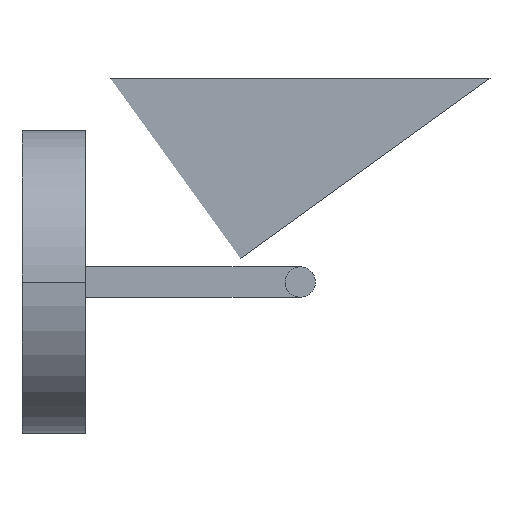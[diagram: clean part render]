
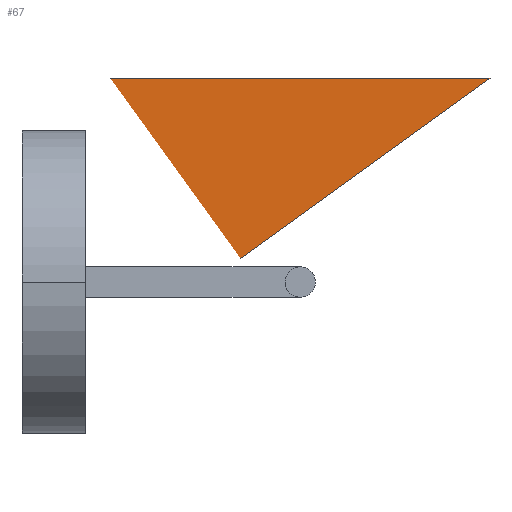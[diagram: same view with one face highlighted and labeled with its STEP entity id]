
A CAD part, left-side view. The second image highlights one B-rep face of the part: STEP entity #67.
In plain terms, the highlighted free-form (B-spline) face has degree [2, 2] with [5, 5] control points.
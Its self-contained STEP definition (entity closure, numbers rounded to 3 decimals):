
#32=FACE_BOUND('',#100,.T.);
#34=(
BOUNDED_CURVE()
B_SPLINE_CURVE(2,(#476,#477,#478,#479,#480),.UNSPECIFIED.,.F.,.F.)
B_SPLINE_CURVE_WITH_KNOTS((3,2,3),(-196.35,0.,196.35),
 .UNSPECIFIED.)
CURVE()
GEOMETRIC_REPRESENTATION_ITEM()
RATIONAL_B_SPLINE_CURVE((1.,0.707,1.,0.707,1.))
REPRESENTATION_ITEM('')
);
#35=(
BOUNDED_CURVE()
B_SPLINE_CURVE(2,(#518,#519,#520,#521,#522),.UNSPECIFIED.,.F.,.F.)
B_SPLINE_CURVE_WITH_KNOTS((3,2,3),(-196.35,0.,196.35),
 .UNSPECIFIED.)
CURVE()
GEOMETRIC_REPRESENTATION_ITEM()
RATIONAL_B_SPLINE_CURVE((1.,0.707,1.,0.707,1.))
REPRESENTATION_ITEM('')
);
#67=ADVANCED_FACE('',(#83,#32),#214,.T.);
#83=FACE_OUTER_BOUND('',#99,.T.);
#99=EDGE_LOOP('',(#117,#118));
#100=EDGE_LOOP('',(#119));
#117=ORIENTED_EDGE('',*,*,#163,.T.);
#118=ORIENTED_EDGE('',*,*,#161,.F.);
#119=ORIENTED_EDGE('',*,*,#162,.T.);
#161=EDGE_CURVE('',#194,#195,#34,.T.);
#162=EDGE_CURVE('',#196,#196,#187,.T.);
#163=EDGE_CURVE('',#194,#195,#35,.T.);
#187=B_SPLINE_CURVE_WITH_KNOTS('',3,(#481,#482,#483,#484,#485,#486,#487,
#488,#489,#490,#491,#492,#493,#494,#495,#496,#497,#498,#499,#500,#501,#502,
#503,#504,#505,#506,#507,#508,#509,#510,#511,#512,#513,#514,#515,#516,#517),
 .UNSPECIFIED.,.T.,.F.,(4,2,2,2,3,2,2,2,3,2,2,2,3,2,2,2,4),(0.,15.489,
30.979,46.468,61.957,77.447,92.936,
108.425,123.915,139.404,154.893,170.383,
185.872,201.361,216.851,232.34,247.829),
 .UNSPECIFIED.);
#194=VERTEX_POINT('',#473);
#195=VERTEX_POINT('',#474);
#196=VERTEX_POINT('',#475);
#214=(
BOUNDED_SURFACE()
B_SPLINE_SURFACE(2,2,((#423,#424,#425,#426,#427),(#428,#429,#430,#431,#432),
(#433,#434,#435,#436,#437),(#438,#439,#440,#441,#442),(#443,#444,#445,#446,
#447)),.UNSPECIFIED.,.F.,.F.,.F.)
B_SPLINE_SURFACE_WITH_KNOTS((3,2,3),(3,2,3),(0.,196.35,392.699),
(-196.35,0.,196.35),.UNSPECIFIED.)
GEOMETRIC_REPRESENTATION_ITEM()
RATIONAL_B_SPLINE_SURFACE(((1.,0.707,1.,0.707,1.),
(0.707,0.5,0.707,0.5,0.707),(1.,0.707,
1.,0.707,1.),(0.707,0.5,0.707,0.5,0.707),
(1.,0.707,1.,0.707,1.)))
REPRESENTATION_ITEM('')
SURFACE()
);
#423=CARTESIAN_POINT('',(-85.,150.024,313.188));
#424=CARTESIAN_POINT('',(-160.012,150.024,313.188));
#425=CARTESIAN_POINT('',(-160.012,75.012,313.188));
#426=CARTESIAN_POINT('',(-160.012,0.,313.188));
#427=CARTESIAN_POINT('',(-85.,0.,313.188));
#428=CARTESIAN_POINT('',(-85.,150.024,313.188));
#429=CARTESIAN_POINT('',(-160.012,150.024,238.176));
#430=CARTESIAN_POINT('',(-160.012,75.012,238.176));
#431=CARTESIAN_POINT('',(-160.012,0.,238.176));
#432=CARTESIAN_POINT('',(-85.,0.,313.188));
#433=CARTESIAN_POINT('',(-85.,150.024,313.188));
#434=CARTESIAN_POINT('',(-85.,150.024,238.176));
#435=CARTESIAN_POINT('',(-85.,75.012,238.176));
#436=CARTESIAN_POINT('',(-85.,0.,238.176));
#437=CARTESIAN_POINT('',(-85.,0.,313.188));
#438=CARTESIAN_POINT('',(-85.,150.024,313.188));
#439=CARTESIAN_POINT('',(-9.988,150.024,238.176));
#440=CARTESIAN_POINT('',(-9.988,75.012,238.176));
#441=CARTESIAN_POINT('',(-9.988,0.,238.176));
#442=CARTESIAN_POINT('',(-85.,0.,313.188));
#443=CARTESIAN_POINT('',(-85.,150.024,313.188));
#444=CARTESIAN_POINT('',(-9.988,150.024,313.188));
#445=CARTESIAN_POINT('',(-9.988,75.012,313.188));
#446=CARTESIAN_POINT('',(-9.988,0.,313.188));
#447=CARTESIAN_POINT('',(-85.,0.,313.188));
#473=CARTESIAN_POINT('',(-85.,150.024,313.188));
#474=CARTESIAN_POINT('',(-85.,0.,313.188));
#475=CARTESIAN_POINT('',(-85.,98.53,241.958));
#476=CARTESIAN_POINT('',(-85.,150.024,313.188));
#477=CARTESIAN_POINT('',(-160.012,150.024,313.188));
#478=CARTESIAN_POINT('',(-160.012,75.012,313.188));
#479=CARTESIAN_POINT('',(-160.012,0.,313.188));
#480=CARTESIAN_POINT('',(-85.,0.,313.188));
#481=CARTESIAN_POINT('',(-85.,98.53,241.958));
#482=CARTESIAN_POINT('',(-88.088,98.53,241.958));
#483=CARTESIAN_POINT('',(-91.147,97.922,241.958));
#484=CARTESIAN_POINT('',(-96.853,95.558,241.958));
#485=CARTESIAN_POINT('',(-99.446,93.826,241.958));
#486=CARTESIAN_POINT('',(-103.814,89.458,241.958));
#487=CARTESIAN_POINT('',(-105.546,86.865,241.958));
#488=CARTESIAN_POINT('',(-107.91,81.159,241.958));
#489=CARTESIAN_POINT('',(-108.518,78.1,241.958));
#490=CARTESIAN_POINT('',(-108.518,75.012,241.958));
#491=CARTESIAN_POINT('',(-108.518,71.923,241.958));
#492=CARTESIAN_POINT('',(-107.91,68.865,241.958));
#493=CARTESIAN_POINT('',(-105.546,63.158,241.958));
#494=CARTESIAN_POINT('',(-103.814,60.566,241.958));
#495=CARTESIAN_POINT('',(-99.446,56.198,241.958));
#496=CARTESIAN_POINT('',(-96.853,54.466,241.958));
#497=CARTESIAN_POINT('',(-91.147,52.102,241.958));
#498=CARTESIAN_POINT('',(-88.088,51.494,241.958));
#499=CARTESIAN_POINT('',(-85.,51.494,241.958));
#500=CARTESIAN_POINT('',(-81.912,51.494,241.958));
#501=CARTESIAN_POINT('',(-78.853,52.102,241.958));
#502=CARTESIAN_POINT('',(-73.147,54.466,241.958));
#503=CARTESIAN_POINT('',(-70.554,56.198,241.958));
#504=CARTESIAN_POINT('',(-66.186,60.566,241.958));
#505=CARTESIAN_POINT('',(-64.454,63.158,241.958));
#506=CARTESIAN_POINT('',(-62.09,68.865,241.958));
#507=CARTESIAN_POINT('',(-61.482,71.923,241.958));
#508=CARTESIAN_POINT('',(-61.482,75.012,241.958));
#509=CARTESIAN_POINT('',(-61.482,78.1,241.958));
#510=CARTESIAN_POINT('',(-62.09,81.159,241.958));
#511=CARTESIAN_POINT('',(-64.454,86.865,241.958));
#512=CARTESIAN_POINT('',(-66.186,89.458,241.958));
#513=CARTESIAN_POINT('',(-70.554,93.826,241.958));
#514=CARTESIAN_POINT('',(-73.147,95.558,241.958));
#515=CARTESIAN_POINT('',(-78.853,97.922,241.958));
#516=CARTESIAN_POINT('',(-81.912,98.53,241.958));
#517=CARTESIAN_POINT('',(-85.,98.53,241.958));
#518=CARTESIAN_POINT('',(-85.,150.024,313.188));
#519=CARTESIAN_POINT('',(-9.988,150.024,313.188));
#520=CARTESIAN_POINT('',(-9.988,75.012,313.188));
#521=CARTESIAN_POINT('',(-9.988,0.,313.188));
#522=CARTESIAN_POINT('',(-85.,0.,313.188));
